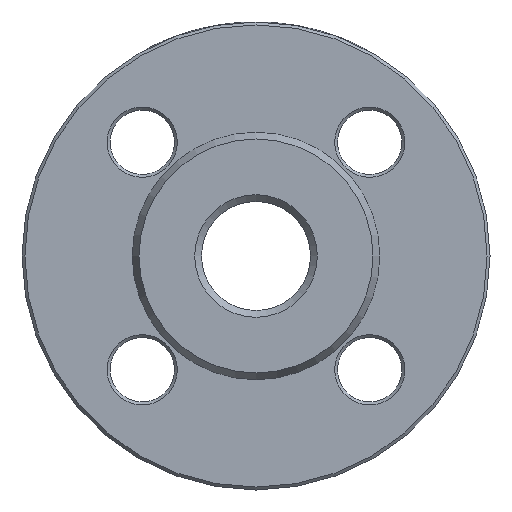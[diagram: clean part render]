
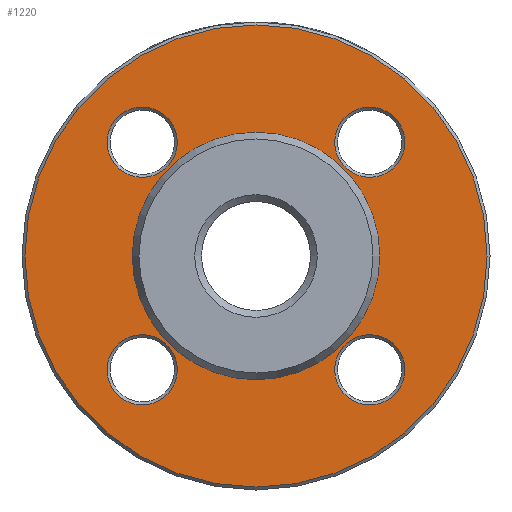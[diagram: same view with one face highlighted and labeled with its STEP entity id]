
A CAD part, left-side view. The second image highlights one B-rep face of the part: STEP entity #1220.
In plain terms, the highlighted planar face has unit normal (-1, 0, 0).
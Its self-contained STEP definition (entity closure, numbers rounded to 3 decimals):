
#87 = AXIS2_PLACEMENT_3D ( 'NONE', #4207, #3784, #4619 ) ;
#332 = DIRECTION ( 'NONE',  ( 1., 0., 0. ) ) ;
#404 = AXIS2_PLACEMENT_3D ( 'NONE', #529, #1345, #2444 ) ;
#518 = CARTESIAN_POINT ( 'NONE',  ( 2., 13.445, -19.445 ) ) ;
#529 = CARTESIAN_POINT ( 'NONE',  ( 2., -19.445, -19.445 ) ) ;
#547 = ORIENTED_EDGE ( 'NONE', *, *, #4214, .T. ) ;
#555 = EDGE_CURVE ( 'NONE', #4388, #4388, #2880, .T. ) ;
#693 = FACE_BOUND ( 'NONE', #3115, .T. ) ;
#708 = ORIENTED_EDGE ( 'NONE', *, *, #1718, .T. ) ;
#718 = ORIENTED_EDGE ( 'NONE', *, *, #4748, .F. ) ;
#846 = EDGE_LOOP ( 'NONE', ( #718 ) ) ;
#894 = VERTEX_POINT ( 'NONE', #518 ) ;
#916 = VERTEX_POINT ( 'NONE', #3094 ) ;
#919 = AXIS2_PLACEMENT_3D ( 'NONE', #1887, #2195, #4092 ) ;
#943 = CIRCLE ( 'NONE', #1029, 6. ) ;
#1011 = EDGE_LOOP ( 'NONE', ( #1669 ) ) ;
#1029 = AXIS2_PLACEMENT_3D ( 'NONE', #2548, #1062, #4694 ) ;
#1062 = DIRECTION ( 'NONE',  ( 1., 0., 0. ) ) ;
#1093 = CARTESIAN_POINT ( 'NONE',  ( 2., -13.445, 19.445 ) ) ;
#1168 = CARTESIAN_POINT ( 'NONE',  ( 2., -19.445, -13.445 ) ) ;
#1172 = AXIS2_PLACEMENT_3D ( 'NONE', #3499, #3882, #3832 ) ;
#1220 = ADVANCED_FACE ( 'NONE', ( #3315, #3655, #693, #3289, #2900, #4043 ), #4801, .F. ) ;
#1260 = VERTEX_POINT ( 'NONE', #4142 ) ;
#1303 = EDGE_LOOP ( 'NONE', ( #4707 ) ) ;
#1339 = ORIENTED_EDGE ( 'NONE', *, *, #555, .T. ) ;
#1345 = DIRECTION ( 'NONE',  ( 1., 0., 0. ) ) ;
#1386 = DIRECTION ( 'NONE',  ( 0., 0., -1. ) ) ;
#1411 = CARTESIAN_POINT ( 'NONE',  ( 2., 19.445, 19.445 ) ) ;
#1552 = CIRCLE ( 'NONE', #1172, 6. ) ;
#1669 = ORIENTED_EDGE ( 'NONE', *, *, #4417, .T. ) ;
#1718 = EDGE_CURVE ( 'NONE', #4777, #4777, #1552, .T. ) ;
#1887 = CARTESIAN_POINT ( 'NONE',  ( 2., 0., 0. ) ) ;
#1920 = CIRCLE ( 'NONE', #919, 21.155 ) ;
#2167 = CARTESIAN_POINT ( 'NONE',  ( 2., 21.155, 0. ) ) ;
#2195 = DIRECTION ( 'NONE',  ( -1., 0., 0. ) ) ;
#2444 = DIRECTION ( 'NONE',  ( 0., 0., 1. ) ) ;
#2475 = AXIS2_PLACEMENT_3D ( 'NONE', #1411, #4395, #1386 ) ;
#2548 = CARTESIAN_POINT ( 'NONE',  ( 2., 19.445, -19.445 ) ) ;
#2675 = CARTESIAN_POINT ( 'NONE',  ( 2., 0., -39.5 ) ) ;
#2678 = EDGE_LOOP ( 'NONE', ( #547 ) ) ;
#2880 = CIRCLE ( 'NONE', #404, 6. ) ;
#2900 = FACE_OUTER_BOUND ( 'NONE', #1011, .T. ) ;
#2956 = EDGE_CURVE ( 'NONE', #1260, #1260, #4106, .T. ) ;
#3094 = CARTESIAN_POINT ( 'NONE',  ( 2., 0., 21.155 ) ) ;
#3115 = EDGE_LOOP ( 'NONE', ( #708 ) ) ;
#3289 = FACE_BOUND ( 'NONE', #1303, .T. ) ;
#3315 = FACE_BOUND ( 'NONE', #2678, .T. ) ;
#3342 = CIRCLE ( 'NONE', #87, 39.5 ) ;
#3417 = VERTEX_POINT ( 'NONE', #2675 ) ;
#3434 = AXIS2_PLACEMENT_3D ( 'NONE', #2167, #332, #4778 ) ;
#3499 = CARTESIAN_POINT ( 'NONE',  ( 2., -19.445, 19.445 ) ) ;
#3595 = EDGE_LOOP ( 'NONE', ( #1339 ) ) ;
#3655 = FACE_BOUND ( 'NONE', #3595, .T. ) ;
#3784 = DIRECTION ( 'NONE',  ( -1., 0., 0. ) ) ;
#3832 = DIRECTION ( 'NONE',  ( 0., 1., 0. ) ) ;
#3882 = DIRECTION ( 'NONE',  ( 1., 0., 0. ) ) ;
#4043 = FACE_BOUND ( 'NONE', #846, .T. ) ;
#4092 = DIRECTION ( 'NONE',  ( 0., 0., 1. ) ) ;
#4106 = CIRCLE ( 'NONE', #2475, 6. ) ;
#4142 = CARTESIAN_POINT ( 'NONE',  ( 2., 19.445, 13.445 ) ) ;
#4207 = CARTESIAN_POINT ( 'NONE',  ( 2., 0., 0. ) ) ;
#4214 = EDGE_CURVE ( 'NONE', #894, #894, #943, .T. ) ;
#4388 = VERTEX_POINT ( 'NONE', #1168 ) ;
#4395 = DIRECTION ( 'NONE',  ( 1., 0., 0. ) ) ;
#4417 = EDGE_CURVE ( 'NONE', #3417, #3417, #3342, .T. ) ;
#4619 = DIRECTION ( 'NONE',  ( 0., 0., -1. ) ) ;
#4694 = DIRECTION ( 'NONE',  ( 0., -1., 0. ) ) ;
#4707 = ORIENTED_EDGE ( 'NONE', *, *, #2956, .T. ) ;
#4748 = EDGE_CURVE ( 'NONE', #916, #916, #1920, .T. ) ;
#4777 = VERTEX_POINT ( 'NONE', #1093 ) ;
#4778 = DIRECTION ( 'NONE',  ( 0., 0., -1. ) ) ;
#4801 = PLANE ( 'NONE',  #3434 ) ;
